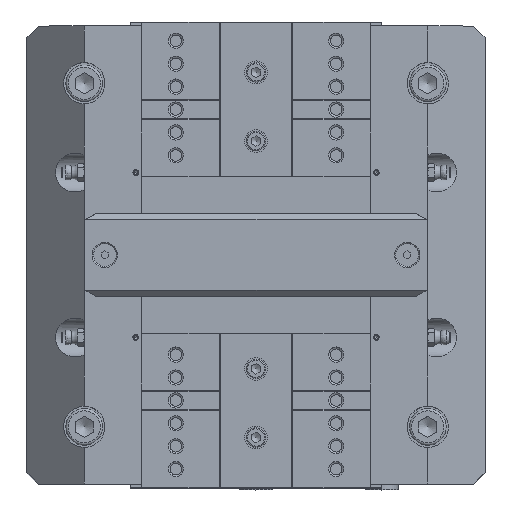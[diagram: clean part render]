
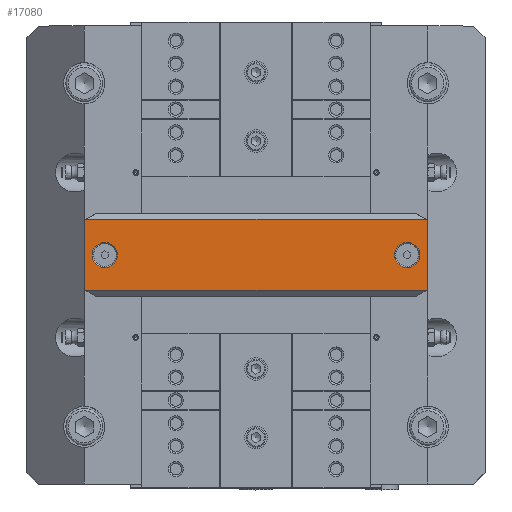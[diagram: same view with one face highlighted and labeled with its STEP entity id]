
A CAD part, top view. The second image highlights one B-rep face of the part: STEP entity #17080.
In plain terms, the highlighted face is planar.
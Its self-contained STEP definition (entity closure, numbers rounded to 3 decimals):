
#793=FACE_BOUND('',#3233,.T.);
#794=FACE_BOUND('',#3234,.T.);
#1255=CIRCLE('',#18667,5.5);
#1256=CIRCLE('',#18669,5.5);
#2144=FACE_OUTER_BOUND('',#3232,.T.);
#3232=EDGE_LOOP('',(#13837,#13838,#13839,#13840,#13841,#13842,#13843,#13844));
#3233=EDGE_LOOP('',(#13845));
#3234=EDGE_LOOP('',(#13846));
#4673=LINE('',#27716,#6112);
#4676=LINE('',#27722,#6115);
#4681=LINE('',#27732,#6120);
#4684=LINE('',#27738,#6123);
#4688=LINE('',#27750,#6127);
#4691=LINE('',#27767,#6130);
#4692=LINE('',#27769,#6131);
#4693=LINE('',#27783,#6132);
#6112=VECTOR('',#22568,10.);
#6115=VECTOR('',#22575,10.);
#6120=VECTOR('',#22582,10.);
#6123=VECTOR('',#22589,10.);
#6127=VECTOR('',#22603,10.);
#6130=VECTOR('',#22620,10.);
#6131=VECTOR('',#22623,10.);
#6132=VECTOR('',#22638,10.);
#7560=VERTEX_POINT('',#27709);
#7563=VERTEX_POINT('',#27714);
#7564=VERTEX_POINT('',#27721);
#7565=VERTEX_POINT('',#27725);
#7568=VERTEX_POINT('',#27730);
#7569=VERTEX_POINT('',#27737);
#7570=VERTEX_POINT('',#27741);
#7571=VERTEX_POINT('',#27745);
#7572=VERTEX_POINT('',#27749);
#7579=VERTEX_POINT('',#27765);
#9691=EDGE_CURVE('',#7563,#7560,#4673,.T.);
#9694=EDGE_CURVE('',#7560,#7564,#4676,.T.);
#9699=EDGE_CURVE('',#7568,#7565,#4681,.T.);
#9702=EDGE_CURVE('',#7565,#7569,#4684,.T.);
#9704=EDGE_CURVE('',#7570,#7570,#1255,.T.);
#9706=EDGE_CURVE('',#7571,#7571,#1256,.T.);
#9708=EDGE_CURVE('',#7564,#7572,#4688,.T.);
#9717=EDGE_CURVE('',#7579,#7563,#4691,.T.);
#9718=EDGE_CURVE('',#7569,#7579,#4692,.T.);
#9725=EDGE_CURVE('',#7572,#7568,#4693,.T.);
#13837=ORIENTED_EDGE('',*,*,#9691,.F.);
#13838=ORIENTED_EDGE('',*,*,#9717,.F.);
#13839=ORIENTED_EDGE('',*,*,#9718,.F.);
#13840=ORIENTED_EDGE('',*,*,#9702,.F.);
#13841=ORIENTED_EDGE('',*,*,#9699,.F.);
#13842=ORIENTED_EDGE('',*,*,#9725,.F.);
#13843=ORIENTED_EDGE('',*,*,#9708,.F.);
#13844=ORIENTED_EDGE('',*,*,#9694,.F.);
#13845=ORIENTED_EDGE('',*,*,#9704,.T.);
#13846=ORIENTED_EDGE('',*,*,#9706,.T.);
#15306=PLANE('',#18686);
#17080=ADVANCED_FACE('',(#2144,#793,#794),#15306,.T.);
#18667=AXIS2_PLACEMENT_3D('',#27742,#22593,#22594);
#18669=AXIS2_PLACEMENT_3D('',#27746,#22598,#22599);
#18686=AXIS2_PLACEMENT_3D('',#27784,#22639,#22640);
#22568=DIRECTION('',(-1.,0.,0.));
#22575=DIRECTION('',(-0.866,0.,-0.5));
#22582=DIRECTION('',(1.,0.,0.));
#22589=DIRECTION('',(0.866,0.,0.5));
#22593=DIRECTION('center_axis',(0.,-1.,0.));
#22594=DIRECTION('ref_axis',(1.,0.,0.));
#22598=DIRECTION('center_axis',(0.,-1.,0.));
#22599=DIRECTION('ref_axis',(1.,0.,0.));
#22603=DIRECTION('',(0.,0.,-1.));
#22620=DIRECTION('',(-0.866,0.,0.5));
#22623=DIRECTION('',(0.,0.,1.));
#22638=DIRECTION('',(0.866,0.,-0.5));
#22639=DIRECTION('center_axis',(0.,1.,0.));
#22640=DIRECTION('ref_axis',(1.,0.,0.));
#27709=CARTESIAN_POINT('',(25.13,82.816,120.318));
#27714=CARTESIAN_POINT('',(173.79,82.816,120.318));
#27716=CARTESIAN_POINT('',(64.46,82.816,120.318));
#27721=CARTESIAN_POINT('',(24.46,82.816,119.931));
#27722=CARTESIAN_POINT('',(29.46,82.816,122.818));
#27725=CARTESIAN_POINT('',(173.79,82.816,89.318));
#27730=CARTESIAN_POINT('',(25.13,82.816,89.318));
#27732=CARTESIAN_POINT('',(134.46,82.816,89.318));
#27737=CARTESIAN_POINT('',(174.46,82.816,89.705));
#27738=CARTESIAN_POINT('',(169.46,82.816,86.818));
#27741=CARTESIAN_POINT('',(27.96,82.816,104.818));
#27742=CARTESIAN_POINT('Origin',(33.46,82.816,104.818));
#27745=CARTESIAN_POINT('',(159.96,82.816,104.818));
#27746=CARTESIAN_POINT('Origin',(165.46,82.816,104.818));
#27749=CARTESIAN_POINT('',(24.46,82.816,89.705));
#27750=CARTESIAN_POINT('',(24.46,82.816,104.818));
#27765=CARTESIAN_POINT('',(174.46,82.816,119.931));
#27767=CARTESIAN_POINT('',(174.46,82.816,119.931));
#27769=CARTESIAN_POINT('',(174.46,82.816,89.705));
#27783=CARTESIAN_POINT('',(24.46,82.816,89.705));
#27784=CARTESIAN_POINT('Origin',(99.46,82.816,104.818));
